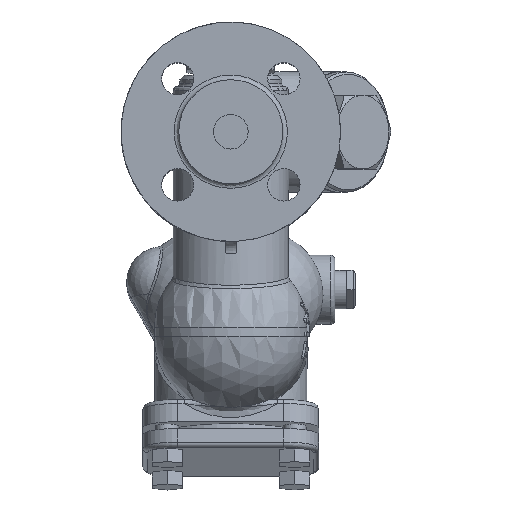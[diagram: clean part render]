
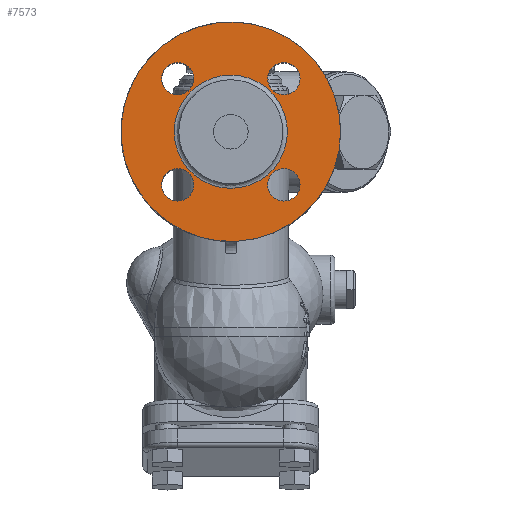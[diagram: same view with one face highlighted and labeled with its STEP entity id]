
A CAD part, top view. The second image highlights one B-rep face of the part: STEP entity #7573.
In plain terms, the highlighted planar face has unit normal (0, 0, 1).
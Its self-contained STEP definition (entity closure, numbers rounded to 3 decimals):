
#7228=CARTESIAN_POINT('',(22.981,15.981,53.0));
#7229=VERTEX_POINT('',#7228);
#7230=CARTESIAN_POINT('',(22.981,22.981,53.));
#7231=DIRECTION('',(0.0,0.0,-1.0));
#7232=DIRECTION('',(0.0,-1.0,0.0));
#7233=AXIS2_PLACEMENT_3D('',#7230,#7231,#7232);
#7234=CIRCLE('',#7233,7.);
#7235=EDGE_CURVE('',#7229,#7229,#7234,.T.);
#7277=CARTESIAN_POINT('',(15.981,-22.981,53.0));
#7278=VERTEX_POINT('',#7277);
#7279=CARTESIAN_POINT('',(22.981,-22.981,53.));
#7280=DIRECTION('',(0.0,0.0,-1.0));
#7281=DIRECTION('',(-1.0,0.0,0.0));
#7282=AXIS2_PLACEMENT_3D('',#7279,#7280,#7281);
#7283=CIRCLE('',#7282,7.);
#7284=EDGE_CURVE('',#7278,#7278,#7283,.T.);
#7326=CARTESIAN_POINT('',(-22.981,-15.981,53.0));
#7327=VERTEX_POINT('',#7326);
#7328=CARTESIAN_POINT('',(-22.981,-22.981,53.));
#7329=DIRECTION('',(0.0,0.0,-1.0));
#7330=DIRECTION('',(0.0,1.0,0.0));
#7331=AXIS2_PLACEMENT_3D('',#7328,#7329,#7330);
#7332=CIRCLE('',#7331,7.);
#7333=EDGE_CURVE('',#7327,#7327,#7332,.T.);
#7375=CARTESIAN_POINT('',(-15.981,22.981,53.0));
#7376=VERTEX_POINT('',#7375);
#7377=CARTESIAN_POINT('',(-22.981,22.981,53.));
#7378=DIRECTION('',(0.0,0.0,-1.0));
#7379=DIRECTION('',(1.0,0.0,0.0));
#7380=AXIS2_PLACEMENT_3D('',#7377,#7378,#7379);
#7381=CIRCLE('',#7380,7.);
#7382=EDGE_CURVE('',#7376,#7376,#7381,.T.);
#7519=CARTESIAN_POINT('',(24.5,0.,53.0));
#7520=VERTEX_POINT('',#7519);
#7521=CARTESIAN_POINT('',(0.0,0.0,53.0));
#7522=DIRECTION('',(0.0,0.0,1.0));
#7523=DIRECTION('',(-1.0,0.0,0.0));
#7524=AXIS2_PLACEMENT_3D('',#7521,#7522,#7523);
#7525=CIRCLE('',#7524,24.5);
#7526=EDGE_CURVE('',#7520,#7520,#7525,.T.);
#7542=CARTESIAN_POINT('',(0.0,0.0,53.0));
#7543=DIRECTION('',(0.0,0.0,-1.0));
#7544=DIRECTION('',(-1.0,0.0,0.0));
#7545=AXIS2_PLACEMENT_3D('',#7542,#7543,#7544);
#7546=PLANE('',#7545);
#7547=CARTESIAN_POINT('',(47.5,0.,53.0));
#7548=VERTEX_POINT('',#7547);
#7549=CARTESIAN_POINT('',(0.0,0.0,53.0));
#7550=DIRECTION('',(0.0,0.0,-1.0));
#7551=DIRECTION('',(0.0,-1.0,0.0));
#7552=AXIS2_PLACEMENT_3D('',#7549,#7550,#7551);
#7553=CIRCLE('',#7552,47.5);
#7554=EDGE_CURVE('',#7548,#7548,#7553,.T.);
#7555=ORIENTED_EDGE('',*,*,#7554,.F.);
#7556=EDGE_LOOP('',(#7555));
#7557=FACE_OUTER_BOUND('',#7556,.T.);
#7558=ORIENTED_EDGE('',*,*,#7235,.T.);
#7559=EDGE_LOOP('',(#7558));
#7560=FACE_BOUND('',#7559,.T.);
#7561=ORIENTED_EDGE('',*,*,#7284,.T.);
#7562=EDGE_LOOP('',(#7561));
#7563=FACE_BOUND('',#7562,.T.);
#7564=ORIENTED_EDGE('',*,*,#7333,.T.);
#7565=EDGE_LOOP('',(#7564));
#7566=FACE_BOUND('',#7565,.T.);
#7567=ORIENTED_EDGE('',*,*,#7382,.T.);
#7568=EDGE_LOOP('',(#7567));
#7569=FACE_BOUND('',#7568,.T.);
#7570=ORIENTED_EDGE('',*,*,#7526,.F.);
#7571=EDGE_LOOP('',(#7570));
#7572=FACE_BOUND('',#7571,.T.);
#7573=ADVANCED_FACE('',(#7557,#7560,#7563,#7566,#7569,#7572),#7546,.F.);
